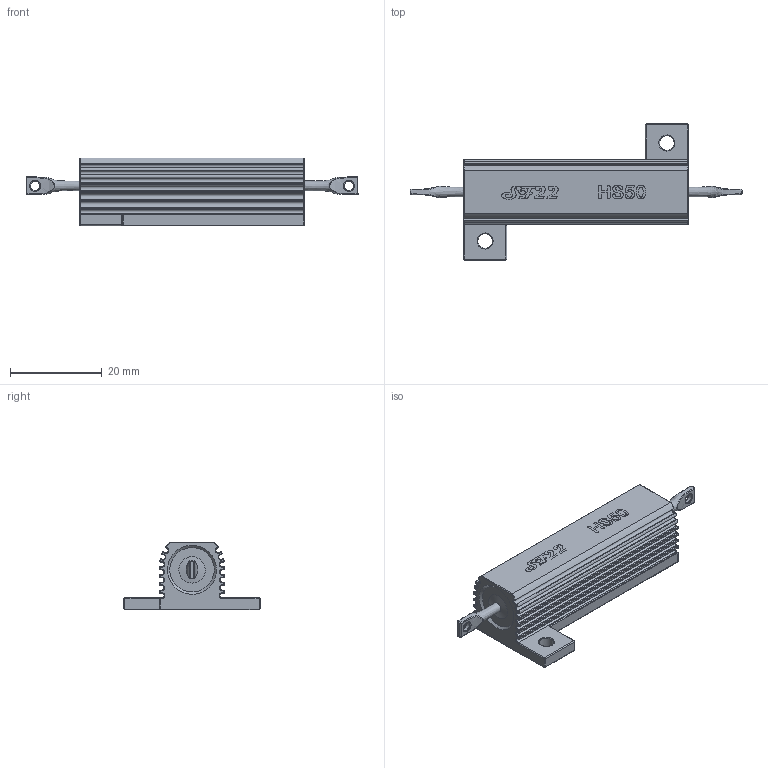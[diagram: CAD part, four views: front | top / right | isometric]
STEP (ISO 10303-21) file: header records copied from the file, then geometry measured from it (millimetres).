
FILE_DESCRIPTION(/* description */ (''),/* implementation_level */ '2;1');
FILE_NAME(/* name */ 'POWERR~2',/* time_stamp */ '2024-02-07T16:06:38+01:00',/* author */ (''),/* organization */ (''),/* preprocessor_version */ 'ST-DEVELOPER v16.5',/* originating_system */ '',/* authorisation */ '');
FILE_SCHEMA (('AUTOMOTIVE_DESIGN'));
Length unit declared in the file: millimetre
Products named in the file (1): Document
Bounding box: 72.5 x 29.7 x 14.8 mm (x, y, z)
Volume: 9716.5 mm3; surface area: 4591.3 mm2
Topology: 1 solids, 1 shells, 335 faces, 797 edges, 478 vertices
Faces by surface type: bspline 144, cylinder 133, plane 58
Full cylindrical faces by diameter (mm): 2 x2, 3.2 x2
Entity records: 11648 total; most frequent: CARTESIAN_POINT 6976, ORIENTED_EDGE 1594, EDGE_CURVE 797, VERTEX_POINT 478, EDGE_LOOP 357, ADVANCED_FACE 335, FACE_OUTER_BOUND 335, DIRECTION 195
